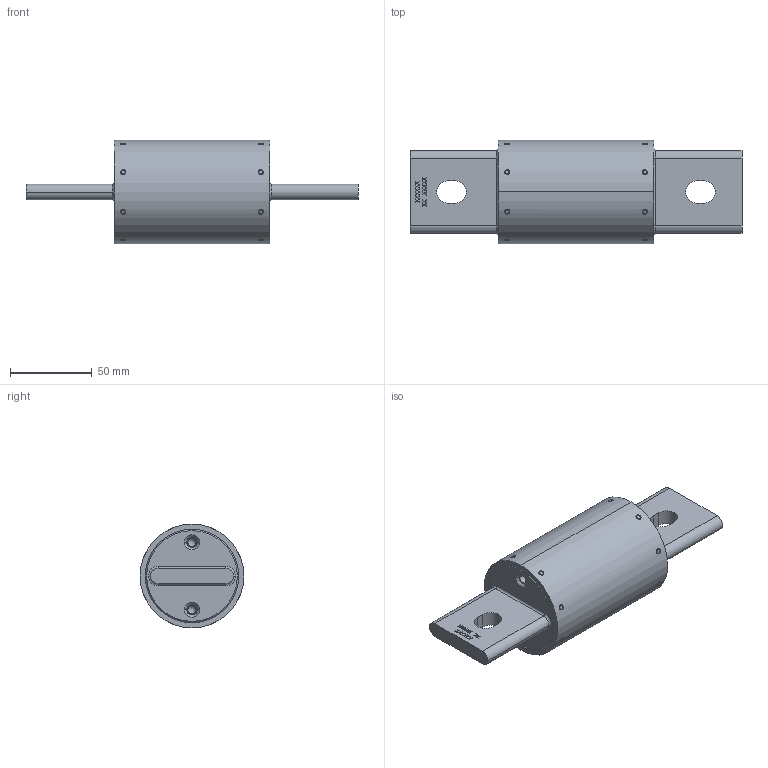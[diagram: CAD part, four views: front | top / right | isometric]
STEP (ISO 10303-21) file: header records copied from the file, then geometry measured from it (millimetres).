
FILE_DESCRIPTION (( 'STEP AP214' ), '1' );
FILE_NAME ('702054.STEP', '2023-03-10T19:24:18', ( '' ), ( '' ), 'SwSTEP 2.0', 'SolidWorks 2021', '' );
FILE_SCHEMA (( 'AUTOMOTIVE_DESIGN' ));
Length unit declared in the file: inch
Products named in the file (6): 250373_STAMPING INFORMATION; 702054; 10310_10310; 250373_-001; 12585_12585; 23602_23602
Assembly tree (23 placements, depth 2):
  702054
    12585_12585
    250373_-001
    250373_STAMPING INFORMATION
    10310_10310  x4
    23602_23602  x16
Bounding box: 203.2 x 63.5 x 63.5 mm (x, y, z)
Volume: 158324.4 mm3; surface area: 69927.5 mm2
Topology: 23 solids, 23 shells, 2157 faces, 6236 edges, 4144 vertices
Faces by surface type: cylinder 816, plane 637, sphere 328, bspline 244, cone 126, torus 6
Entity records: 23553 total; most frequent: CARTESIAN_POINT 8731, ORIENTED_EDGE 2944, DIRECTION 2343, EDGE_CURVE 1472, VERTEX_POINT 971, VECTOR 833, LINE 833, AXIS2_PLACEMENT_3D 755
